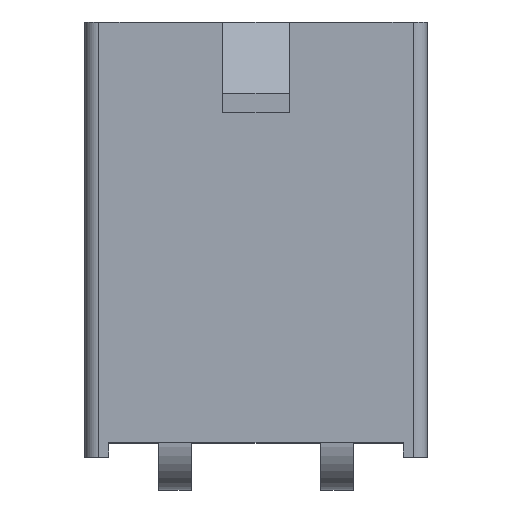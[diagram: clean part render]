
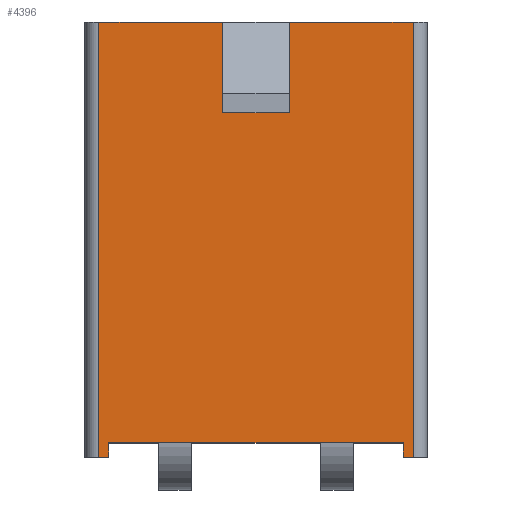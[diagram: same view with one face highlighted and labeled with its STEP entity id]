
A CAD part, top view. The second image highlights one B-rep face of the part: STEP entity #4396.
In plain terms, the highlighted planar face has unit normal (0, 0, 1).
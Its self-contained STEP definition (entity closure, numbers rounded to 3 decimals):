
#198=ORIENTED_EDGE('',*,*,#1055,.F.);
#199=ORIENTED_EDGE('',*,*,#1053,.T.);
#200=ORIENTED_EDGE('',*,*,#1056,.T.);
#201=ORIENTED_EDGE('',*,*,#1057,.T.);
#202=ORIENTED_EDGE('',*,*,#1058,.F.);
#203=ORIENTED_EDGE('',*,*,#1059,.F.);
#204=ORIENTED_EDGE('',*,*,#1060,.F.);
#205=ORIENTED_EDGE('',*,*,#1061,.T.);
#206=ORIENTED_EDGE('',*,*,#1062,.F.);
#207=ORIENTED_EDGE('',*,*,#1063,.F.);
#208=ORIENTED_EDGE('',*,*,#1064,.T.);
#209=ORIENTED_EDGE('',*,*,#1065,.F.);
#1053=EDGE_CURVE('',#1480,#1479,#1776,.T.);
#1055=EDGE_CURVE('',#1480,#1481,#1778,.T.);
#1056=EDGE_CURVE('',#1479,#1482,#1779,.T.);
#1057=EDGE_CURVE('',#1482,#1483,#1780,.T.);
#1058=EDGE_CURVE('',#1484,#1483,#1781,.T.);
#1059=EDGE_CURVE('',#1485,#1484,#1782,.T.);
#1060=EDGE_CURVE('',#1486,#1485,#1783,.T.);
#1061=EDGE_CURVE('',#1486,#1487,#1784,.T.);
#1062=EDGE_CURVE('',#1488,#1487,#1785,.T.);
#1063=EDGE_CURVE('',#1489,#1488,#1786,.T.);
#1064=EDGE_CURVE('',#1489,#1490,#1787,.T.);
#1065=EDGE_CURVE('',#1481,#1490,#1788,.T.);
#1479=VERTEX_POINT('',#5797);
#1480=VERTEX_POINT('',#5799);
#1481=VERTEX_POINT('',#5803);
#1482=VERTEX_POINT('',#5805);
#1483=VERTEX_POINT('',#5807);
#1484=VERTEX_POINT('',#5809);
#1485=VERTEX_POINT('',#5811);
#1486=VERTEX_POINT('',#5813);
#1487=VERTEX_POINT('',#5815);
#1488=VERTEX_POINT('',#5817);
#1489=VERTEX_POINT('',#5819);
#1490=VERTEX_POINT('',#5821);
#1776=LINE('',#5798,#2193);
#1778=LINE('',#5802,#2195);
#1779=LINE('',#5804,#2196);
#1780=LINE('',#5806,#2197);
#1781=LINE('',#5808,#2198);
#1782=LINE('',#5810,#2199);
#1783=LINE('',#5812,#2200);
#1784=LINE('',#5814,#2201);
#1785=LINE('',#5816,#2202);
#1786=LINE('',#5818,#2203);
#1787=LINE('',#5820,#2204);
#1788=LINE('',#5822,#2205);
#2193=VECTOR('',#4920,1000.);
#2195=VECTOR('',#4924,1000.);
#2196=VECTOR('',#4925,1000.);
#2197=VECTOR('',#4926,1000.);
#2198=VECTOR('',#4927,1000.);
#2199=VECTOR('',#4928,1000.);
#2200=VECTOR('',#4929,1000.);
#2201=VECTOR('',#4930,1000.);
#2202=VECTOR('',#4931,1000.);
#2203=VECTOR('',#4932,1000.);
#2204=VECTOR('',#4933,1000.);
#2205=VECTOR('',#4934,1000.);
#2560=EDGE_LOOP('',(#198,#199,#200,#201,#202,#203,#204,#205,#206,#207,#208,
#209));
#2753=FACE_BOUND('',#2560,.T.);
#2944=PLANE('',#4590);
#4396=ADVANCED_FACE('',(#2753),#2944,.F.);
#4590=AXIS2_PLACEMENT_3D('',#5801,#4922,#4923);
#4920=DIRECTION('',(0.,1.,0.));
#4922=DIRECTION('',(0.,0.,-1.));
#4923=DIRECTION('',(-1.,0.,0.));
#4924=DIRECTION('',(1.,0.,0.));
#4925=DIRECTION('',(-1.,0.,0.));
#4926=DIRECTION('',(0.,-1.,0.));
#4927=DIRECTION('',(-1.,0.,0.));
#4928=DIRECTION('',(0.,-1.,0.));
#4929=DIRECTION('',(-1.,0.,0.));
#4930=DIRECTION('',(0.,-1.,0.));
#4931=DIRECTION('',(-1.,0.,0.));
#4932=DIRECTION('',(0.,-1.,0.));
#4933=DIRECTION('',(-1.,0.,0.));
#4934=DIRECTION('',(0.,1.,0.));
#5797=CARTESIAN_POINT('',(-5.175,7.65,3.4));
#5798=CARTESIAN_POINT('',(-5.175,7.15,3.4));
#5799=CARTESIAN_POINT('',(-5.175,7.15,3.4));
#5801=CARTESIAN_POINT('',(6.025,7.65,3.4));
#5802=CARTESIAN_POINT('',(-5.175,7.15,3.4));
#5803=CARTESIAN_POINT('',(5.175,7.15,3.4));
#5804=CARTESIAN_POINT('',(6.025,7.65,3.4));
#5805=CARTESIAN_POINT('',(-5.525,7.65,3.4));
#5806=CARTESIAN_POINT('',(-5.525,7.65,3.4));
#5807=CARTESIAN_POINT('',(-5.525,-7.65,3.4));
#5808=CARTESIAN_POINT('',(6.025,-7.65,3.4));
#5809=CARTESIAN_POINT('',(-1.175,-7.65,3.4));
#5810=CARTESIAN_POINT('',(-1.175,-4.65,3.4));
#5811=CARTESIAN_POINT('',(-1.175,-4.65,3.4));
#5812=CARTESIAN_POINT('',(1.175,-4.65,3.4));
#5813=CARTESIAN_POINT('',(1.175,-4.65,3.4));
#5814=CARTESIAN_POINT('',(1.175,-4.65,3.4));
#5815=CARTESIAN_POINT('',(1.175,-7.65,3.4));
#5816=CARTESIAN_POINT('',(6.025,-7.65,3.4));
#5817=CARTESIAN_POINT('',(5.525,-7.65,3.4));
#5818=CARTESIAN_POINT('',(5.525,7.65,3.4));
#5819=CARTESIAN_POINT('',(5.525,7.65,3.4));
#5820=CARTESIAN_POINT('',(6.025,7.65,3.4));
#5821=CARTESIAN_POINT('',(5.175,7.65,3.4));
#5822=CARTESIAN_POINT('',(5.175,7.15,3.4));
